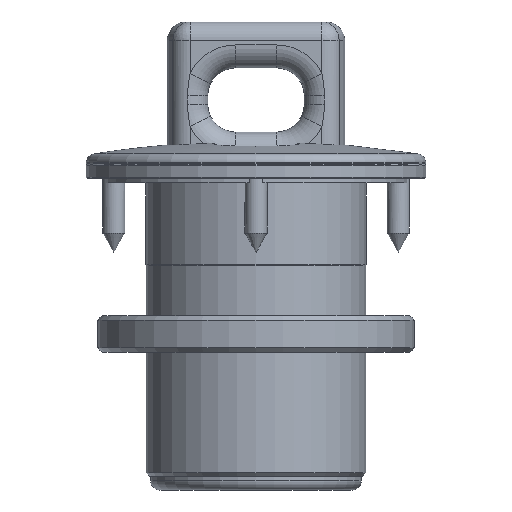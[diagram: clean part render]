
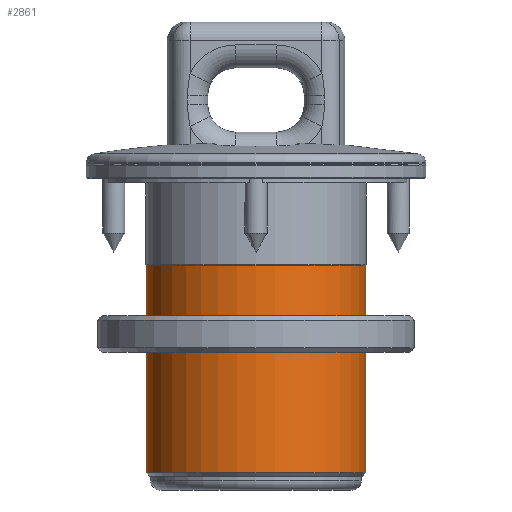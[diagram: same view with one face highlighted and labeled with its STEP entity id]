
A CAD part, front view. The second image highlights one B-rep face of the part: STEP entity #2861.
In plain terms, the highlighted cylindrical face has radius 23.9 mm (diameter 47.8 mm), a full revolution.
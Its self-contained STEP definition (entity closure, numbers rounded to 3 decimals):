
#300=FACE_OUTER_BOUND('',#477,.T.);
#477=EDGE_LOOP('',(#2561,#2562,#2563,#2564,#2565,#2566));
#607=LINE('',#5620,#728);
#728=VECTOR('',#4211,23.9);
#976=CIRCLE('',#3283,23.9);
#977=CIRCLE('',#3284,23.9);
#978=CIRCLE('',#3286,23.9);
#979=CIRCLE('',#3287,23.9);
#1305=VERTEX_POINT('',#5613);
#1306=VERTEX_POINT('',#5615);
#1307=VERTEX_POINT('',#5619);
#1308=VERTEX_POINT('',#5621);
#1729=EDGE_CURVE('',#1305,#1306,#976,.T.);
#1730=EDGE_CURVE('',#1306,#1305,#977,.T.);
#1731=EDGE_CURVE('',#1306,#1307,#607,.T.);
#1732=EDGE_CURVE('',#1307,#1308,#978,.T.);
#1733=EDGE_CURVE('',#1308,#1307,#979,.T.);
#2561=ORIENTED_EDGE('',*,*,#1729,.F.);
#2562=ORIENTED_EDGE('',*,*,#1730,.F.);
#2563=ORIENTED_EDGE('',*,*,#1731,.T.);
#2564=ORIENTED_EDGE('',*,*,#1732,.T.);
#2565=ORIENTED_EDGE('',*,*,#1733,.T.);
#2566=ORIENTED_EDGE('',*,*,#1731,.F.);
#2700=CYLINDRICAL_SURFACE('',#3285,23.9);
#2861=ADVANCED_FACE('',(#300),#2700,.T.);
#3283=AXIS2_PLACEMENT_3D('',#5616,#4205,#4206);
#3284=AXIS2_PLACEMENT_3D('',#5617,#4207,#4208);
#3285=AXIS2_PLACEMENT_3D('',#5618,#4209,#4210);
#3286=AXIS2_PLACEMENT_3D('',#5622,#4212,#4213);
#3287=AXIS2_PLACEMENT_3D('',#5623,#4214,#4215);
#4205=DIRECTION('center_axis',(0.,0.,-1.));
#4206=DIRECTION('ref_axis',(1.,0.,0.));
#4207=DIRECTION('center_axis',(0.,0.,-1.));
#4208=DIRECTION('ref_axis',(1.,0.,0.));
#4209=DIRECTION('center_axis',(0.,0.,-1.));
#4210=DIRECTION('ref_axis',(-1.,0.,0.));
#4211=DIRECTION('',(0.,0.,1.));
#4212=DIRECTION('center_axis',(0.,0.,-1.));
#4213=DIRECTION('ref_axis',(1.,0.,0.));
#4214=DIRECTION('center_axis',(0.,0.,-1.));
#4215=DIRECTION('ref_axis',(1.,0.,0.));
#5613=CARTESIAN_POINT('',(-23.9,0.,-64.25));
#5615=CARTESIAN_POINT('',(23.9,0.,-64.25));
#5616=CARTESIAN_POINT('Origin',(0.,0.,
-64.25));
#5617=CARTESIAN_POINT('Origin',(0.,0.,
-64.25));
#5618=CARTESIAN_POINT('Origin',(0.,0.,-42.));
#5619=CARTESIAN_POINT('',(23.9,0.,-19.));
#5620=CARTESIAN_POINT('',(23.9,0.,-42.));
#5621=CARTESIAN_POINT('',(-23.9,0.,-19.));
#5622=CARTESIAN_POINT('Origin',(0.,0.,
-19.));
#5623=CARTESIAN_POINT('Origin',(0.,0.,
-19.));
